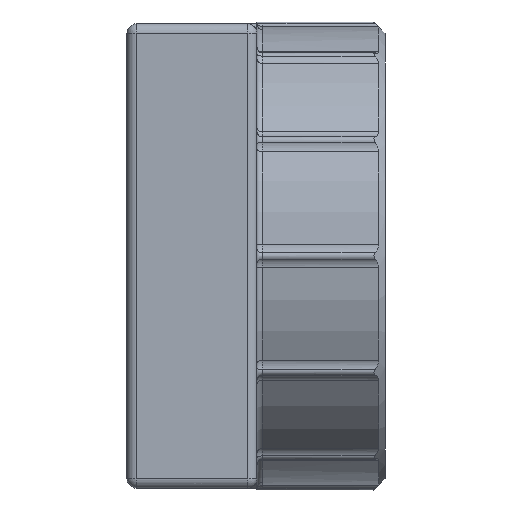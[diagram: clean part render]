
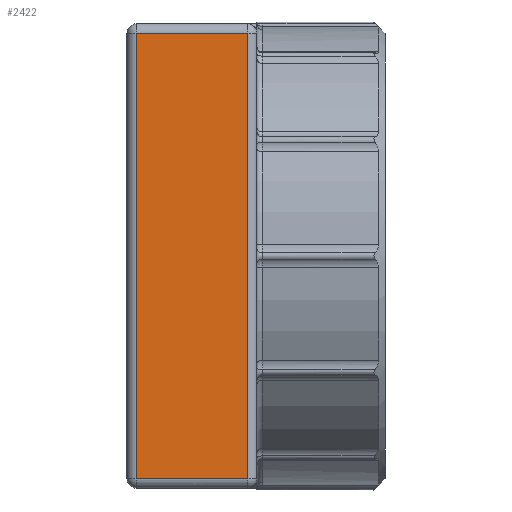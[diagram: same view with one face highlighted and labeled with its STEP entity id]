
A CAD part, left-side view. The second image highlights one B-rep face of the part: STEP entity #2422.
In plain terms, the highlighted planar face has unit normal (-1, 0, 0).
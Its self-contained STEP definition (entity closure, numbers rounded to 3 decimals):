
#355=PLANE('',#2626);
#401=FACE_OUTER_BOUND('',#557,.T.);
#557=EDGE_LOOP('',(#1684,#1685,#1686,#1687));
#722=LINE('',#3920,#839);
#725=LINE('',#3924,#842);
#726=LINE('',#3926,#843);
#730=LINE('',#3945,#847);
#839=VECTOR('',#3054,10.);
#842=VECTOR('',#3059,10.);
#843=VECTOR('',#3062,10.);
#847=VECTOR('',#3072,10.);
#956=VERTEX_POINT('',#3868);
#960=VERTEX_POINT('',#3883);
#964=VERTEX_POINT('',#3892);
#966=VERTEX_POINT('',#3897);
#1220=EDGE_CURVE('',#960,#966,#722,.T.);
#1223=EDGE_CURVE('',#966,#964,#725,.T.);
#1224=EDGE_CURVE('',#964,#956,#726,.T.);
#1229=EDGE_CURVE('',#956,#960,#730,.T.);
#1684=ORIENTED_EDGE('',*,*,#1220,.F.);
#1685=ORIENTED_EDGE('',*,*,#1229,.F.);
#1686=ORIENTED_EDGE('',*,*,#1224,.F.);
#1687=ORIENTED_EDGE('',*,*,#1223,.F.);
#2422=ADVANCED_FACE('',(#401),#355,.T.);
#2626=AXIS2_PLACEMENT_3D('',#4011,#3101,#3102);
#3054=DIRECTION('',(0.,0.,-1.));
#3059=DIRECTION('',(0.,1.,0.));
#3062=DIRECTION('',(0.,0.,1.));
#3072=DIRECTION('',(0.,-1.,0.));
#3101=DIRECTION('center_axis',(-1.,0.,0.));
#3102=DIRECTION('ref_axis',(0.,0.,1.));
#3868=CARTESIAN_POINT('',(-29.8,6.5,12.));
#3883=CARTESIAN_POINT('',(-29.8,0.5,12.));
#3892=CARTESIAN_POINT('',(-29.8,6.5,-12.));
#3897=CARTESIAN_POINT('',(-29.8,0.5,-12.));
#3920=CARTESIAN_POINT('',(-29.8,0.5,-6.25));
#3924=CARTESIAN_POINT('',(-29.8,0.,-12.));
#3926=CARTESIAN_POINT('',(-29.8,6.5,-6.25));
#3945=CARTESIAN_POINT('',(-29.8,0.,12.));
#4011=CARTESIAN_POINT('Origin',(-29.8,0.,-12.5));
